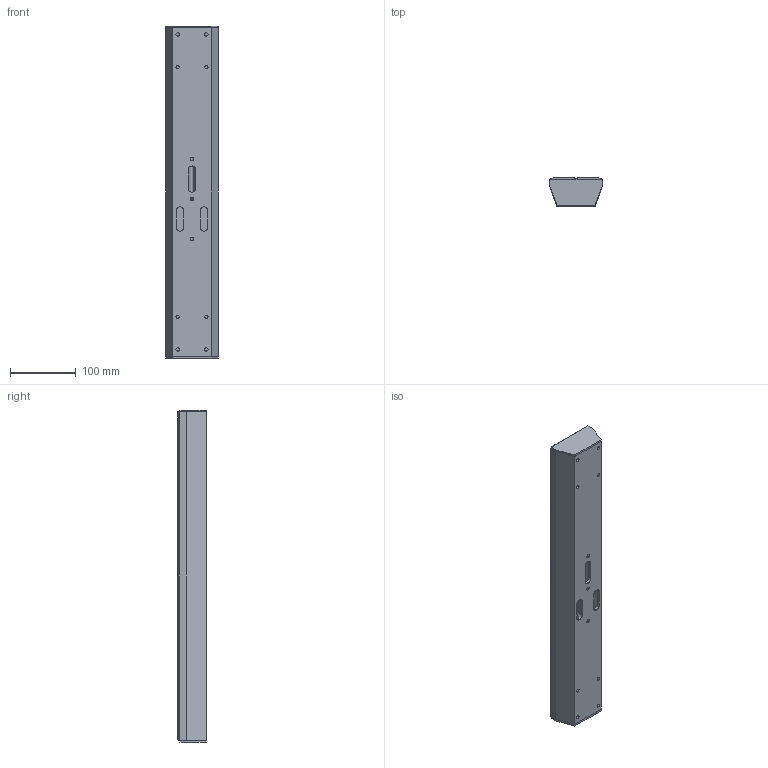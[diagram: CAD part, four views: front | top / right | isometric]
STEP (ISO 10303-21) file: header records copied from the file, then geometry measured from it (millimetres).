
FILE_DESCRIPTION (( 'STEP AP214' ), '1' );
FILE_NAME ('80mm T Series Conveyor Length 500mm Updated 2.0.STEP', '2023-03-23T18:50:16', ( '' ), ( '' ), 'SwSTEP 2.0', 'SolidWorks 2022', '' );
FILE_SCHEMA (( 'AUTOMOTIVE_DESIGN' ));
Length unit declared in the file: millimetre
Products named in the file (1): 80mm T Series Conveyor Length 500mm Updated 2.0
Bounding box: 80 x 43.28 x 506 mm (x, y, z)
Volume: 777246.9 mm3; surface area: 361065.3 mm2
Topology: 7 solids, 7 shells, 348 faces, 1008 edges, 660 vertices
Faces by surface type: cylinder 199, plane 131, cone 18
Entity records: 12516 total; most frequent: CARTESIAN_POINT 2635, DIRECTION 2086, ORIENTED_EDGE 2016, EDGE_CURVE 1008, AXIS2_PLACEMENT_3D 767, VERTEX_POINT 660, LINE 552, VECTOR 552
